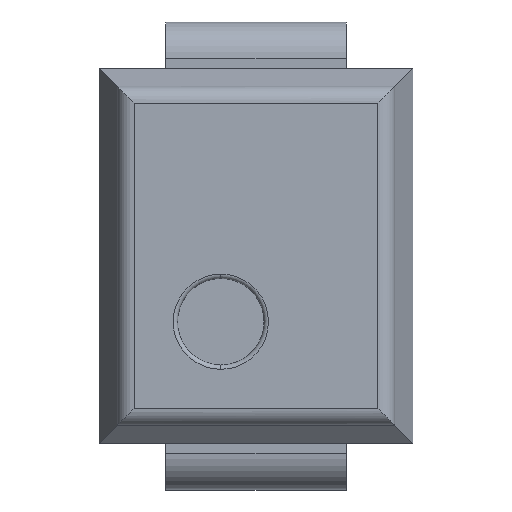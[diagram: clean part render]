
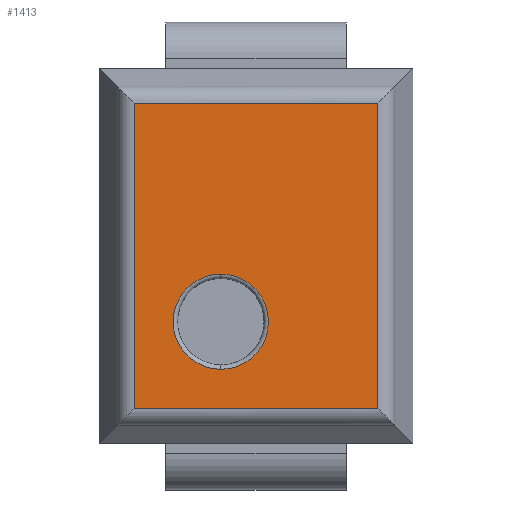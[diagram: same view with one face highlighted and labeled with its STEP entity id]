
A CAD part, top view. The second image highlights one B-rep face of the part: STEP entity #1413.
In plain terms, the highlighted planar face has unit normal (0, 0, 1).
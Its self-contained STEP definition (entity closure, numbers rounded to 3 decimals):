
#1249 = EDGE_CURVE('',#1250,#1252,#1254,.T.);
#1250 = VERTEX_POINT('',#1251);
#1251 = CARTESIAN_POINT('',(-0.407,-0.212,2.47));
#1252 = VERTEX_POINT('',#1253);
#1253 = CARTESIAN_POINT('',(-0.407,-1.312,2.47));
#1254 = CIRCLE('',#1255,0.55);
#1255 = AXIS2_PLACEMENT_3D('',#1256,#1257,#1258);
#1256 = CARTESIAN_POINT('',(-0.407,-0.762,2.47));
#1257 = DIRECTION('',(0.,0.,-1.));
#1258 = DIRECTION('',(0.,-1.,0.));
#1413 = ADVANCED_FACE('',(#1414,#1424),#1458,.T.);
#1414 = FACE_BOUND('',#1415,.T.);
#1415 = EDGE_LOOP('',(#1416,#1423));
#1416 = ORIENTED_EDGE('',*,*,#1417,.T.);
#1417 = EDGE_CURVE('',#1252,#1250,#1418,.T.);
#1418 = CIRCLE('',#1419,0.55);
#1419 = AXIS2_PLACEMENT_3D('',#1420,#1421,#1422);
#1420 = CARTESIAN_POINT('',(-0.407,-0.762,2.47));
#1421 = DIRECTION('',(0.,0.,-1.));
#1422 = DIRECTION('',(0.,-1.,0.));
#1423 = ORIENTED_EDGE('',*,*,#1249,.T.);
#1424 = FACE_BOUND('',#1425,.T.);
#1425 = EDGE_LOOP('',(#1426,#1436,#1444,#1452));
#1426 = ORIENTED_EDGE('',*,*,#1427,.T.);
#1427 = EDGE_CURVE('',#1428,#1430,#1432,.T.);
#1428 = VERTEX_POINT('',#1429);
#1429 = CARTESIAN_POINT('',(-1.407,1.762,2.47));
#1430 = VERTEX_POINT('',#1431);
#1431 = CARTESIAN_POINT('',(-1.407,-1.762,2.47));
#1432 = LINE('',#1433,#1434);
#1433 = CARTESIAN_POINT('',(-1.407,0.,2.47));
#1434 = VECTOR('',#1435,1.);
#1435 = DIRECTION('',(0.,-1.,0.));
#1436 = ORIENTED_EDGE('',*,*,#1437,.T.);
#1437 = EDGE_CURVE('',#1430,#1438,#1440,.T.);
#1438 = VERTEX_POINT('',#1439);
#1439 = CARTESIAN_POINT('',(1.407,-1.762,2.47));
#1440 = LINE('',#1441,#1442);
#1441 = CARTESIAN_POINT('',(-4.601,-1.762,2.47));
#1442 = VECTOR('',#1443,1.);
#1443 = DIRECTION('',(1.,0.,0.));
#1444 = ORIENTED_EDGE('',*,*,#1445,.T.);
#1445 = EDGE_CURVE('',#1438,#1446,#1448,.T.);
#1446 = VERTEX_POINT('',#1447);
#1447 = CARTESIAN_POINT('',(1.407,1.762,2.47));
#1448 = LINE('',#1449,#1450);
#1449 = CARTESIAN_POINT('',(1.407,0.,2.47));
#1450 = VECTOR('',#1451,1.);
#1451 = DIRECTION('',(0.,1.,0.));
#1452 = ORIENTED_EDGE('',*,*,#1453,.T.);
#1453 = EDGE_CURVE('',#1446,#1428,#1454,.T.);
#1454 = LINE('',#1455,#1456);
#1455 = CARTESIAN_POINT('',(4.601,1.762,2.47));
#1456 = VECTOR('',#1457,1.);
#1457 = DIRECTION('',(-1.,0.,0.));
#1458 = PLANE('',#1459);
#1459 = AXIS2_PLACEMENT_3D('',#1460,#1461,#1462);
#1460 = CARTESIAN_POINT('',(0.,0.,2.47));
#1461 = DIRECTION('',(0.,0.,1.));
#1462 = DIRECTION('',(0.,-1.,0.));
